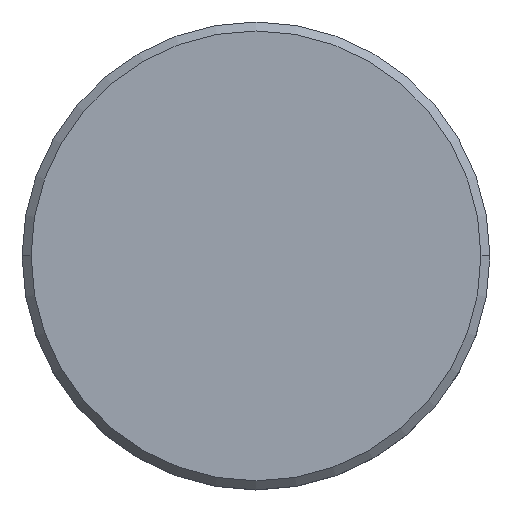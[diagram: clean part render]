
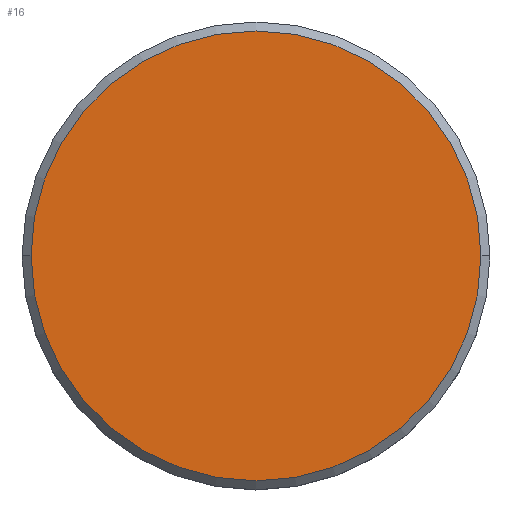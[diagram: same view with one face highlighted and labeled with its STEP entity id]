
A CAD part, top view. The second image highlights one B-rep face of the part: STEP entity #16.
In plain terms, the highlighted planar face has unit normal (0, 0, 1).
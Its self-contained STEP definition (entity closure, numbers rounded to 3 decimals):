
#16 = ADVANCED_FACE ( 'NONE', ( #1165 ), #726, .T. ) ;
#32 = EDGE_CURVE ( 'NONE', #1147, #205, #384, .T. ) ;
#73 = DIRECTION ( 'NONE',  ( 1., 0., 0. ) ) ;
#109 = CARTESIAN_POINT ( 'NONE',  ( -12.5, 0., 0. ) ) ;
#174 = DIRECTION ( 'NONE',  ( 0., 0., 1. ) ) ;
#178 = ORIENTED_EDGE ( 'NONE', *, *, #32, .T. ) ;
#205 = VERTEX_POINT ( 'NONE', #109 ) ;
#263 = DIRECTION ( 'NONE',  ( 0., 0., 1. ) ) ;
#327 = AXIS2_PLACEMENT_3D ( 'NONE', #635, #263, #1171 ) ;
#384 = CIRCLE ( 'NONE', #535, 12.5 ) ;
#407 = DIRECTION ( 'NONE',  ( 1., 0., 0. ) ) ;
#456 = AXIS2_PLACEMENT_3D ( 'NONE', #1138, #1143, #407 ) ;
#535 = AXIS2_PLACEMENT_3D ( 'NONE', #1073, #174, #73 ) ;
#635 = CARTESIAN_POINT ( 'NONE',  ( 0., 0., 0. ) ) ;
#726 = PLANE ( 'NONE',  #327 ) ;
#767 = EDGE_CURVE ( 'NONE', #205, #1147, #1027, .T. ) ;
#865 = ORIENTED_EDGE ( 'NONE', *, *, #767, .T. ) ;
#936 = CARTESIAN_POINT ( 'NONE',  ( 12.5, 0., 0. ) ) ;
#1027 = CIRCLE ( 'NONE', #456, 12.5 ) ;
#1073 = CARTESIAN_POINT ( 'NONE',  ( 0., 0., 0. ) ) ;
#1121 = EDGE_LOOP ( 'NONE', ( #865, #178 ) ) ;
#1138 = CARTESIAN_POINT ( 'NONE',  ( 0., 0., 0. ) ) ;
#1143 = DIRECTION ( 'NONE',  ( 0., 0., 1. ) ) ;
#1147 = VERTEX_POINT ( 'NONE', #936 ) ;
#1165 = FACE_OUTER_BOUND ( 'NONE', #1121, .T. ) ;
#1171 = DIRECTION ( 'NONE',  ( 1., 0., 0. ) ) ;
